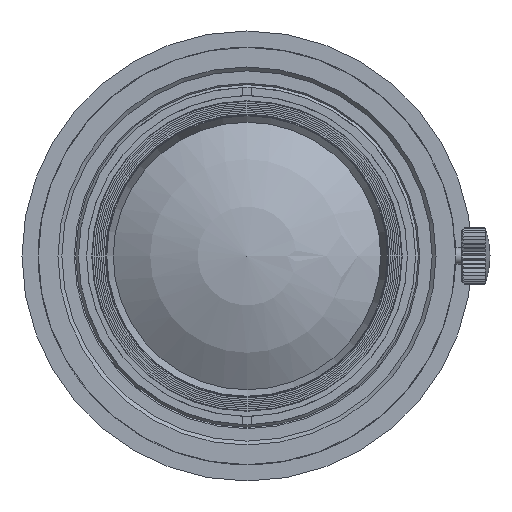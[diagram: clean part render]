
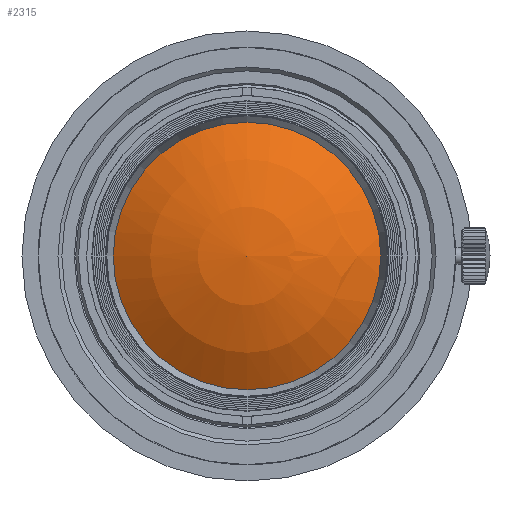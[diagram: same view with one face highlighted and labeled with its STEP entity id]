
A CAD part, left-side view. The second image highlights one B-rep face of the part: STEP entity #2315.
In plain terms, the highlighted spherical face has radius 30.323 mm.
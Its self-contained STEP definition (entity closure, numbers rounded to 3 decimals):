
#2315=ADVANCED_FACE('',(#2621),#2468,.T.);
#2468=SPHERICAL_SURFACE('',#8641,30.323);
#2621=FACE_OUTER_BOUND('',#3073,.T.);
#3073=EDGE_LOOP('',(#4521));
#4521=ORIENTED_EDGE('',*,*,#7492,.T.);
#6281=VERTEX_POINT('',#13278);
#7492=EDGE_CURVE('',#6281,#6281,#8239,.T.);
#8239=CIRCLE('',#8640,17.156);
#8640=AXIS2_PLACEMENT_3D('',#13277,#9633,#9634);
#8641=AXIS2_PLACEMENT_3D('',#13279,#9635,#9636);
#9633=DIRECTION('',(-1.,0.,0.));
#9634=DIRECTION('',(0.,0.,-1.));
#9635=DIRECTION('',(1.,0.,0.));
#9636=DIRECTION('',(0.,-1.,0.));
#13277=CARTESIAN_POINT('',(5.32,0.,0.));
#13278=CARTESIAN_POINT('',(5.32,0.,-17.156));
#13279=CARTESIAN_POINT('',(30.323,0.,0.));
